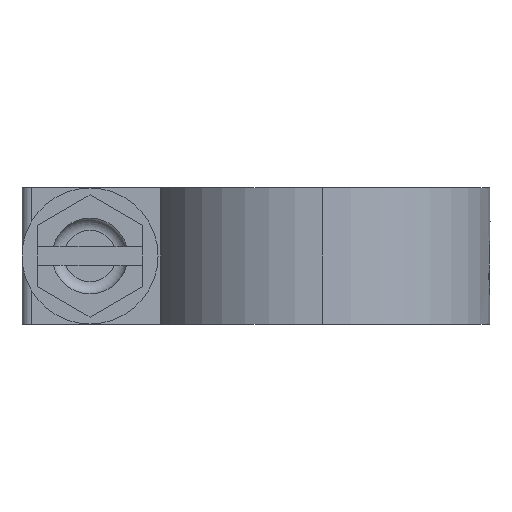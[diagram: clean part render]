
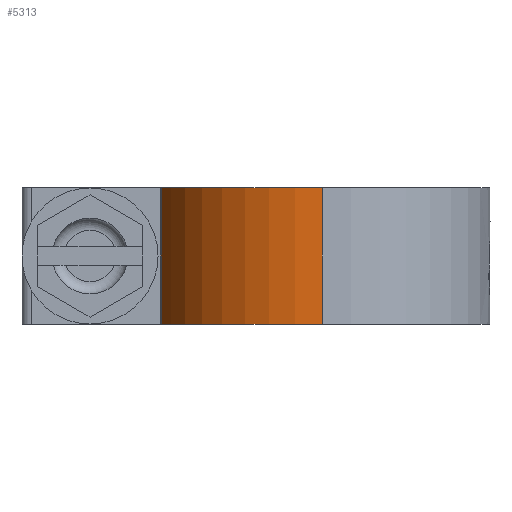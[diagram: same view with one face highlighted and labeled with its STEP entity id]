
A CAD part, left-side view. The second image highlights one B-rep face of the part: STEP entity #5313.
In plain terms, the highlighted cylindrical face has radius 11.1 mm (diameter 22.2 mm), a partial arc.
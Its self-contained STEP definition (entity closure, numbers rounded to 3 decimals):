
#145 = AXIS2_PLACEMENT_3D ( 'NONE', #5082, #4551, #3204 ) ;
#301 = VERTEX_POINT ( 'NONE', #3899 ) ;
#517 = VECTOR ( 'NONE', #3692, 1000. ) ;
#521 = DIRECTION ( 'NONE',  ( 0., 0., -1. ) ) ;
#583 = EDGE_CURVE ( 'NONE', #301, #5536, #4299, .T. ) ;
#799 = LINE ( 'NONE', #3901, #861 ) ;
#814 = CARTESIAN_POINT ( 'NONE',  ( 0., 0., 4.5 ) ) ;
#849 = CARTESIAN_POINT ( 'NONE',  ( -11.1, 0., -4.5 ) ) ;
#861 = VECTOR ( 'NONE', #4352, 1000. ) ;
#980 = EDGE_LOOP ( 'NONE', ( #3444, #2970, #3774, #3169 ) ) ;
#1276 = VERTEX_POINT ( 'NONE', #4287 ) ;
#1449 = DIRECTION ( 'NONE',  ( 0., 0., -1. ) ) ;
#1987 = DIRECTION ( 'NONE',  ( 1., 0., 0. ) ) ;
#2088 = CYLINDRICAL_SURFACE ( 'NONE', #6313, 11.1 ) ;
#2299 = EDGE_CURVE ( 'NONE', #2913, #5536, #3806, .T. ) ;
#2661 = DIRECTION ( 'NONE',  ( -1., 0., 0. ) ) ;
#2913 = VERTEX_POINT ( 'NONE', #849 ) ;
#2970 = ORIENTED_EDGE ( 'NONE', *, *, #3219, .T. ) ;
#3169 = ORIENTED_EDGE ( 'NONE', *, *, #2299, .F. ) ;
#3204 = DIRECTION ( 'NONE',  ( 1., 0., 0. ) ) ;
#3219 = EDGE_CURVE ( 'NONE', #1276, #301, #5944, .T. ) ;
#3444 = ORIENTED_EDGE ( 'NONE', *, *, #5327, .F. ) ;
#3692 = DIRECTION ( 'NONE',  ( 0., 0., -1. ) ) ;
#3774 = ORIENTED_EDGE ( 'NONE', *, *, #583, .T. ) ;
#3806 = CIRCLE ( 'NONE', #145, 11.1 ) ;
#3899 = CARTESIAN_POINT ( 'NONE',  ( -3.181, 10.634, 4.5 ) ) ;
#3901 = CARTESIAN_POINT ( 'NONE',  ( -11.1, 0., 4.5 ) ) ;
#4188 = CARTESIAN_POINT ( 'NONE',  ( 0., 0., 4.5 ) ) ;
#4287 = CARTESIAN_POINT ( 'NONE',  ( -11.1, 0., 4.5 ) ) ;
#4299 = LINE ( 'NONE', #5401, #517 ) ;
#4352 = DIRECTION ( 'NONE',  ( 0., 0., -1. ) ) ;
#4551 = DIRECTION ( 'NONE',  ( 0., 0., -1. ) ) ;
#4716 = FACE_OUTER_BOUND ( 'NONE', #980, .T. ) ;
#5082 = CARTESIAN_POINT ( 'NONE',  ( 0., 0., -4.5 ) ) ;
#5313 = ADVANCED_FACE ( 'NONE', ( #4716 ), #2088, .T. ) ;
#5327 = EDGE_CURVE ( 'NONE', #1276, #2913, #799, .T. ) ;
#5401 = CARTESIAN_POINT ( 'NONE',  ( -3.181, 10.634, 4.5 ) ) ;
#5536 = VERTEX_POINT ( 'NONE', #6430 ) ;
#5601 = AXIS2_PLACEMENT_3D ( 'NONE', #814, #1449, #1987 ) ;
#5944 = CIRCLE ( 'NONE', #5601, 11.1 ) ;
#6313 = AXIS2_PLACEMENT_3D ( 'NONE', #4188, #521, #2661 ) ;
#6430 = CARTESIAN_POINT ( 'NONE',  ( -3.181, 10.634, -4.5 ) ) ;
